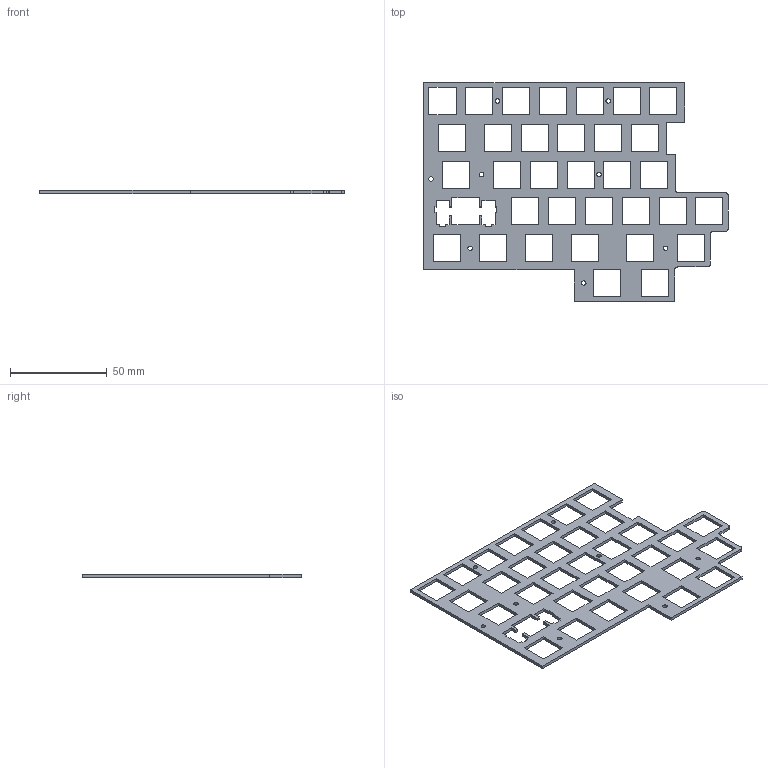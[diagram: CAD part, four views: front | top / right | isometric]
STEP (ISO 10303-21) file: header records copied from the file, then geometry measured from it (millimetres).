
FILE_DESCRIPTION(('KiCad electronic assembly'),'2;1');
FILE_NAME('plate6_sx.step','2025-08-05T20:37:48',('Pcbnew'),('Kicad'), 'Open CASCADE STEP processor 7.7','KiCad to STEP converter','Unknown' );
FILE_SCHEMA(('AUTOMOTIVE_DESIGN { 1 0 10303 214 1 1 1 1 }'));
Length unit declared in the file: millimetre
Products named in the file (2): plate6_sx 1; _autosave-plate6_sx_PCB
Assembly tree (1 placements, depth 2):
  plate6_sx 1
    _autosave-plate6_sx_PCB
Bounding box: 157.57 x 113.22 x 1.6 mm (x, y, z)
Volume: 11955.7 mm3; surface area: 19089.5 mm2
Topology: 1 solids, 1 shells, 206 faces, 612 edges, 408 vertices
Faces by surface type: plane 192, cylinder 14
Full cylindrical faces by diameter (mm): 2.3 x8
Entity records: 6989 total; most frequent: CARTESIAN_POINT 1228, ORIENTED_EDGE 1224, DIRECTION 1056, EDGE_CURVE 612, LINE 584, VECTOR 584, VERTEX_POINT 408, FACE_BOUND 290
